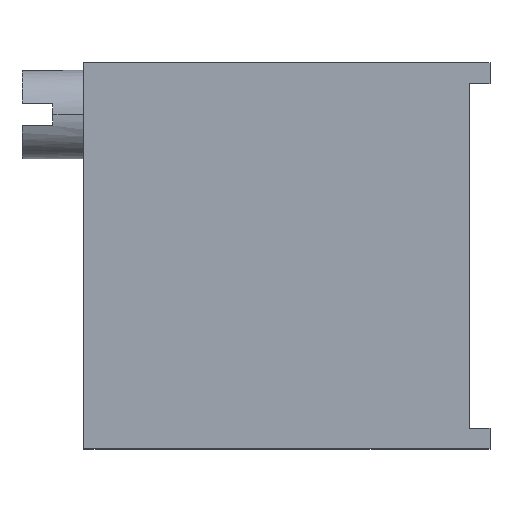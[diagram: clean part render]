
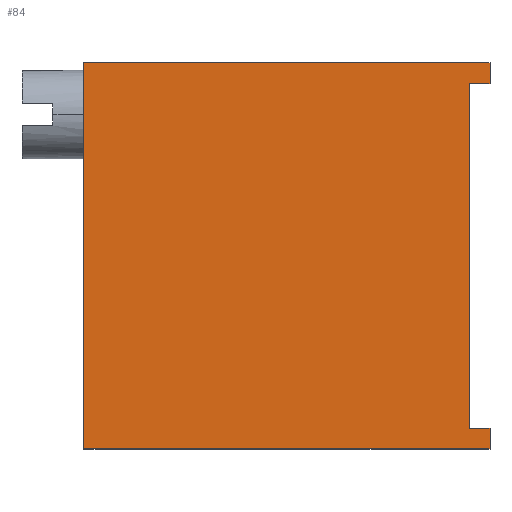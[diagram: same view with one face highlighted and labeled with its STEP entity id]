
A CAD part, top view. The second image highlights one B-rep face of the part: STEP entity #84.
In plain terms, the highlighted planar face has unit normal (0, 0, 1).
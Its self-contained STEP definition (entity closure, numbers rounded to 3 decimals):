
#84=ADVANCED_FACE('',(#133),#134,.T.);
#133=FACE_OUTER_BOUND('',#209,.T.);
#134=PLANE('',#210);
#209=EDGE_LOOP('',(#353,#354,#355,#356,#357,#358,#359,#360));
#210=AXIS2_PLACEMENT_3D('',#361,#362,#363);
#353=ORIENTED_EDGE('',*,*,#599,.T.);
#354=ORIENTED_EDGE('',*,*,#598,.T.);
#355=ORIENTED_EDGE('',*,*,#600,.F.);
#356=ORIENTED_EDGE('',*,*,#587,.F.);
#357=ORIENTED_EDGE('',*,*,#585,.T.);
#358=ORIENTED_EDGE('',*,*,#583,.F.);
#359=ORIENTED_EDGE('',*,*,#601,.F.);
#360=ORIENTED_EDGE('',*,*,#575,.T.);
#361=CARTESIAN_POINT('',(0.0,0.0,4.445));
#362=DIRECTION('',(0.0,0.0,1.0));
#363=DIRECTION('',(1.0,0.0,0.0));
#575=EDGE_CURVE('',#687,#685,#688,.T.);
#583=EDGE_CURVE('',#699,#701,#702,.T.);
#585=EDGE_CURVE('',#704,#701,#705,.T.);
#587=EDGE_CURVE('',#704,#707,#708,.T.);
#598=EDGE_CURVE('',#718,#725,#727,.T.);
#599=EDGE_CURVE('',#685,#718,#728,.T.);
#600=EDGE_CURVE('',#707,#725,#729,.T.);
#601=EDGE_CURVE('',#687,#699,#730,.T.);
#685=VERTEX_POINT('',#851);
#687=VERTEX_POINT('',#854);
#688=LINE('',#855,#856);
#699=VERTEX_POINT('',#873);
#701=VERTEX_POINT('',#876);
#702=LINE('',#877,#878);
#704=VERTEX_POINT('',#881);
#705=LINE('',#882,#883);
#707=VERTEX_POINT('',#886);
#708=LINE('',#887,#888);
#718=VERTEX_POINT('',#903);
#725=VERTEX_POINT('',#914);
#727=LINE('',#917,#918);
#728=LINE('',#919,#920);
#729=LINE('',#921,#922);
#730=LINE('',#923,#924);
#851=CARTESIAN_POINT('',(0.0,0.0,4.445));
#854=CARTESIAN_POINT('',(10.033,0.0,4.445));
#855=CARTESIAN_POINT('',(10.033,0.0,4.445));
#856=VECTOR('',#1047,10.033);
#873=CARTESIAN_POINT('',(10.033,-0.507,4.445));
#876=CARTESIAN_POINT('',(9.525,-0.507,4.445));
#877=CARTESIAN_POINT('',(10.033,-0.507,4.445));
#878=VECTOR('',#1055,0.508);
#881=CARTESIAN_POINT('',(9.525,-9.018,4.445));
#882=CARTESIAN_POINT('',(9.525,-9.018,4.445));
#883=VECTOR('',#1057,8.51);
#886=CARTESIAN_POINT('',(10.033,-9.018,4.445));
#887=CARTESIAN_POINT('',(9.525,-9.018,4.445));
#888=VECTOR('',#1059,0.508);
#903=CARTESIAN_POINT('',(0.0,-9.525,4.445));
#914=CARTESIAN_POINT('',(10.033,-9.525,4.445));
#917=CARTESIAN_POINT('',(0.0,-9.525,4.445));
#918=VECTOR('',#1070,10.033);
#919=CARTESIAN_POINT('',(0.0,0.0,4.445));
#920=VECTOR('',#1071,9.525);
#921=CARTESIAN_POINT('',(10.033,-9.018,4.445));
#922=VECTOR('',#1072,0.507);
#923=CARTESIAN_POINT('',(10.033,0.0,4.445));
#924=VECTOR('',#1073,0.507);
#1047=DIRECTION('',(-1.0,0.0,0.0));
#1055=DIRECTION('',(-1.0,0.0,0.0));
#1057=DIRECTION('',(0.0,1.0,0.0));
#1059=DIRECTION('',(1.0,0.0,0.0));
#1070=DIRECTION('',(1.0,0.0,0.0));
#1071=DIRECTION('',(0.0,-1.0,0.0));
#1072=DIRECTION('',(0.0,-1.0,0.0));
#1073=DIRECTION('',(0.0,-1.0,0.0));
